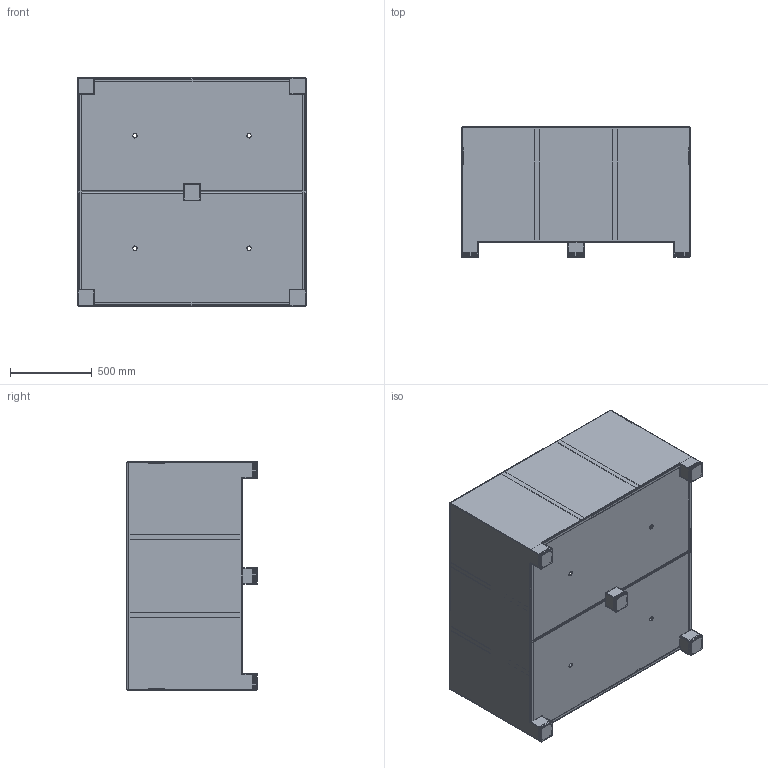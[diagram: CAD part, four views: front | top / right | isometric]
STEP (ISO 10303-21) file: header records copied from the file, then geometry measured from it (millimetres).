
FILE_DESCRIPTION (( 'STEP AP203' ), '1' );
FILE_NAME ('VS3.1.STEP', '2020-09-07T07:48:42', ( '' ), ( '' ), 'SwSTEP 2.0', 'SolidWorks 2020', '' );
FILE_SCHEMA (( 'CONFIG_CONTROL_DESIGN' ));
Length unit declared in the file: millimetre
Products named in the file (9): VS3.1 bok 1 ; VS3.1 folded foot; VS3.1 corner strip_Domyslna; VS3.1 bottomplate 1_Domyslna; VS3.1 centerfoot_Default<As Machined>; Plastic feet 100x100; VS3.1; VS3.1 bottomplate 2_Domyslna; VS3.1 u profile
Assembly tree (28 placements, depth 2):
  VS3.1
    VS3.1 bok 1   x4
    VS3.1 centerfoot_Default<As Machined>
    VS3.1 folded foot  x4
    VS3.1 corner strip_Domyslna  x4
    VS3.1 u profile  x8
    VS3.1 bottomplate 2_Domyslna
    VS3.1 bottomplate 1_Domyslna
    Plastic feet 100x100  x5
Bounding box: 1400 x 800 x 1400 mm (x, y, z)
Volume: 27564770.6 mm3; surface area: 13997164.7 mm2
Topology: 28 solids, 28 shells, 1110 faces, 2732 edges, 1708 vertices
Faces by surface type: plane 726, cylinder 356, sphere 20, bspline 8
Entity records: 9867 total; most frequent: DIRECTION 1506, CARTESIAN_POINT 1483, ORIENTED_EDGE 1376, EDGE_CURVE 688, AXIS2_PLACEMENT_3D 519, VECTOR 468, LINE 468, VERTEX_POINT 436
